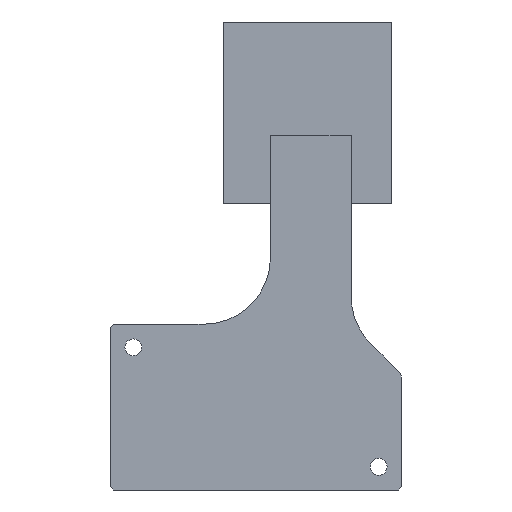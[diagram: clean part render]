
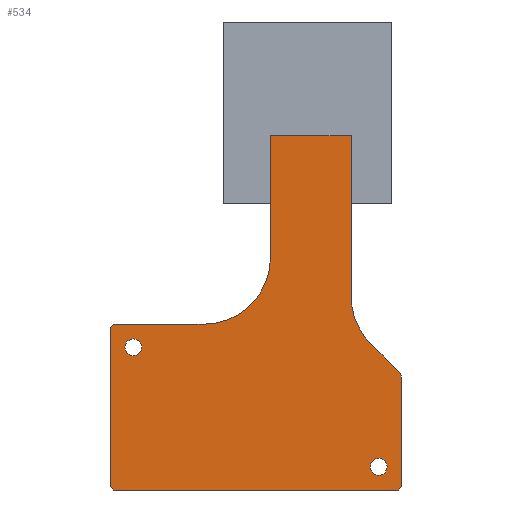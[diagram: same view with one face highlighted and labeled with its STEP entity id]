
A CAD part, front view. The second image highlights one B-rep face of the part: STEP entity #534.
In plain terms, the highlighted planar face has unit normal (0, -1, 0).
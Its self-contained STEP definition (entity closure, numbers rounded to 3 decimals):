
#17=FACE_BOUND('',#84,.T.);
#18=FACE_BOUND('',#85,.T.);
#27=PLANE('',#584);
#53=FACE_OUTER_BOUND('',#83,.T.);
#83=EDGE_LOOP('',(#420,#421,#422,#423,#424,#425,#426,#427,#428,#429,#430,
#431,#432,#433));
#84=EDGE_LOOP('',(#434));
#85=EDGE_LOOP('',(#435));
#115=LINE('',#787,#180);
#119=LINE('',#794,#184);
#131=LINE('',#823,#196);
#133=LINE('',#827,#198);
#135=LINE('',#831,#200);
#136=LINE('',#833,#201);
#137=LINE('',#835,#202);
#138=LINE('',#837,#203);
#139=LINE('',#841,#204);
#140=LINE('',#843,#205);
#141=LINE('',#845,#206);
#142=LINE('',#847,#207);
#180=VECTOR('',#641,10.);
#184=VECTOR('',#647,10.);
#196=VECTOR('',#667,10.);
#198=VECTOR('',#671,10.);
#200=VECTOR('',#675,10.);
#201=VECTOR('',#676,10.);
#202=VECTOR('',#677,10.);
#203=VECTOR('',#678,10.);
#204=VECTOR('',#681,10.);
#205=VECTOR('',#682,10.);
#206=VECTOR('',#683,10.);
#207=VECTOR('',#686,10.);
#234=CIRCLE('',#567,1.265);
#236=CIRCLE('',#570,1.265);
#242=CIRCLE('',#585,10.);
#243=CIRCLE('',#586,10.);
#244=VERTEX_POINT('',#749);
#246=VERTEX_POINT('',#755);
#258=VERTEX_POINT('',#784);
#259=VERTEX_POINT('',#786);
#261=VERTEX_POINT('',#792);
#273=VERTEX_POINT('',#820);
#274=VERTEX_POINT('',#822);
#275=VERTEX_POINT('',#826);
#276=VERTEX_POINT('',#830);
#277=VERTEX_POINT('',#832);
#278=VERTEX_POINT('',#834);
#279=VERTEX_POINT('',#836);
#280=VERTEX_POINT('',#838);
#281=VERTEX_POINT('',#840);
#282=VERTEX_POINT('',#842);
#283=VERTEX_POINT('',#844);
#294=EDGE_CURVE('',#244,#244,#234,.T.);
#297=EDGE_CURVE('',#246,#246,#236,.T.);
#311=EDGE_CURVE('',#258,#259,#115,.T.);
#315=EDGE_CURVE('',#261,#258,#119,.T.);
#329=EDGE_CURVE('',#273,#274,#131,.T.);
#331=EDGE_CURVE('',#274,#275,#133,.T.);
#333=EDGE_CURVE('',#276,#261,#135,.T.);
#334=EDGE_CURVE('',#277,#276,#136,.T.);
#335=EDGE_CURVE('',#278,#277,#137,.T.);
#336=EDGE_CURVE('',#279,#278,#138,.T.);
#337=EDGE_CURVE('',#280,#279,#242,.T.);
#338=EDGE_CURVE('',#280,#281,#139,.T.);
#339=EDGE_CURVE('',#282,#281,#140,.T.);
#340=EDGE_CURVE('',#283,#282,#141,.T.);
#341=EDGE_CURVE('',#275,#283,#243,.T.);
#342=EDGE_CURVE('',#259,#273,#142,.T.);
#420=ORIENTED_EDGE('',*,*,#311,.F.);
#421=ORIENTED_EDGE('',*,*,#315,.F.);
#422=ORIENTED_EDGE('',*,*,#333,.F.);
#423=ORIENTED_EDGE('',*,*,#334,.F.);
#424=ORIENTED_EDGE('',*,*,#335,.F.);
#425=ORIENTED_EDGE('',*,*,#336,.F.);
#426=ORIENTED_EDGE('',*,*,#337,.F.);
#427=ORIENTED_EDGE('',*,*,#338,.T.);
#428=ORIENTED_EDGE('',*,*,#339,.F.);
#429=ORIENTED_EDGE('',*,*,#340,.F.);
#430=ORIENTED_EDGE('',*,*,#341,.F.);
#431=ORIENTED_EDGE('',*,*,#331,.F.);
#432=ORIENTED_EDGE('',*,*,#329,.F.);
#433=ORIENTED_EDGE('',*,*,#342,.F.);
#434=ORIENTED_EDGE('',*,*,#294,.T.);
#435=ORIENTED_EDGE('',*,*,#297,.T.);
#534=ADVANCED_FACE('',(#53,#17,#18),#27,.F.);
#567=AXIS2_PLACEMENT_3D('',#750,#608,#609);
#570=AXIS2_PLACEMENT_3D('',#756,#615,#616);
#584=AXIS2_PLACEMENT_3D('',#829,#673,#674);
#585=AXIS2_PLACEMENT_3D('',#839,#679,#680);
#586=AXIS2_PLACEMENT_3D('',#846,#684,#685);
#608=DIRECTION('center_axis',(0.,1.,0.));
#609=DIRECTION('ref_axis',(0.,0.,-1.));
#615=DIRECTION('center_axis',(0.,1.,0.));
#616=DIRECTION('ref_axis',(0.,0.,-1.));
#641=DIRECTION('',(-0.707,0.,0.707));
#647=DIRECTION('',(-1.,0.,0.));
#667=DIRECTION('',(0.707,0.,0.707));
#671=DIRECTION('',(1.,0.,0.));
#673=DIRECTION('center_axis',(0.,1.,0.));
#674=DIRECTION('ref_axis',(-1.,0.,0.));
#675=DIRECTION('',(-0.707,0.,-0.707));
#676=DIRECTION('',(0.,0.,-1.));
#677=DIRECTION('',(0.383,0.,-0.924));
#678=DIRECTION('',(0.707,0.,-0.707));
#679=DIRECTION('center_axis',(0.,-1.,0.));
#680=DIRECTION('ref_axis',(-0.924,0.,-0.383));
#681=DIRECTION('',(0.,0.,1.));
#682=DIRECTION('',(1.,0.,0.));
#683=DIRECTION('',(0.,0.,1.));
#684=DIRECTION('center_axis',(0.,-1.,0.));
#685=DIRECTION('ref_axis',(0.707,0.,-0.707));
#686=DIRECTION('',(0.,0.,1.));
#749=CARTESIAN_POINT('',(-0.947,-223.674,266.265));
#750=CARTESIAN_POINT('Origin',(-0.947,-223.674,265.));
#755=CARTESIAN_POINT('',(36.053,-223.674,248.265));
#756=CARTESIAN_POINT('Origin',(36.053,-223.674,247.));
#784=CARTESIAN_POINT('',(-3.947,-223.674,243.5));
#786=CARTESIAN_POINT('',(-4.447,-223.674,244.));
#787=CARTESIAN_POINT('',(-1.822,-223.674,241.375));
#792=CARTESIAN_POINT('',(39.053,-223.674,243.5));
#794=CARTESIAN_POINT('',(39.553,-223.674,243.5));
#820=CARTESIAN_POINT('',(-4.447,-223.674,268.));
#822=CARTESIAN_POINT('',(-3.947,-223.674,268.5));
#823=CARTESIAN_POINT('',(-1.822,-223.674,270.625));
#826=CARTESIAN_POINT('',(9.722,-223.674,268.5));
#827=CARTESIAN_POINT('',(-4.447,-223.674,268.5));
#829=CARTESIAN_POINT('Origin',(17.553,-223.674,256.));
#830=CARTESIAN_POINT('',(39.553,-223.674,244.));
#831=CARTESIAN_POINT('',(36.928,-223.674,241.375));
#832=CARTESIAN_POINT('',(39.553,-223.674,260.354));
#833=CARTESIAN_POINT('',(39.553,-223.674,260.854));
#834=CARTESIAN_POINT('',(39.2,-223.674,261.207));
#835=CARTESIAN_POINT('',(38.623,-223.674,262.598));
#836=CARTESIAN_POINT('',(34.836,-223.674,265.571));
#837=CARTESIAN_POINT('',(31.907,-223.674,268.5));
#838=CARTESIAN_POINT('',(31.907,-223.674,272.642));
#839=CARTESIAN_POINT('Origin',(41.907,-223.674,272.642));
#840=CARTESIAN_POINT('',(31.907,-223.674,296.908));
#841=CARTESIAN_POINT('',(31.907,-223.674,268.5));
#842=CARTESIAN_POINT('',(19.722,-223.674,296.908));
#843=CARTESIAN_POINT('',(31.907,-223.674,296.908));
#844=CARTESIAN_POINT('',(19.722,-223.674,278.5));
#845=CARTESIAN_POINT('',(19.722,-223.674,293.908));
#846=CARTESIAN_POINT('Origin',(9.722,-223.674,278.5));
#847=CARTESIAN_POINT('',(-4.447,-223.674,243.5));
